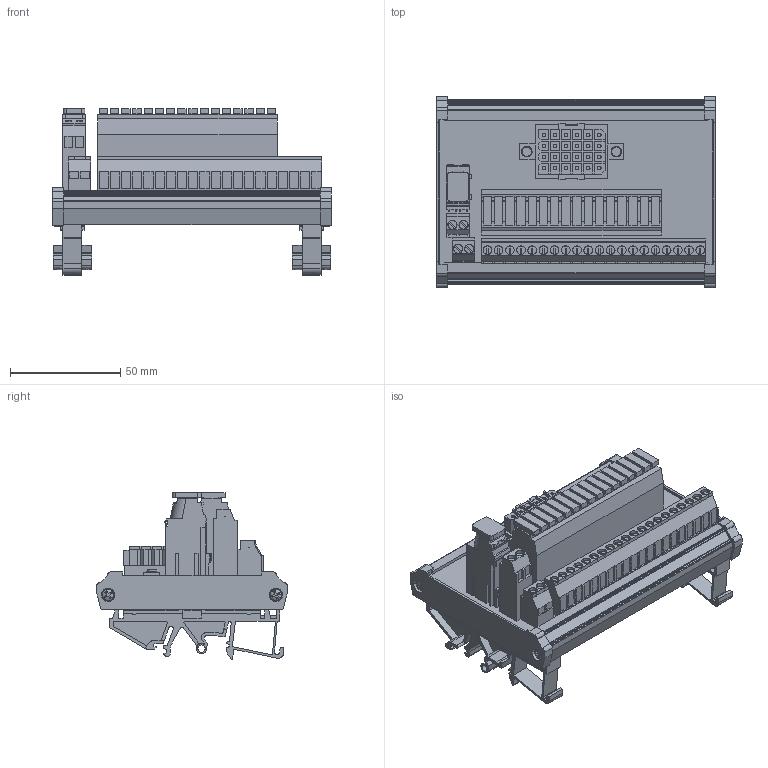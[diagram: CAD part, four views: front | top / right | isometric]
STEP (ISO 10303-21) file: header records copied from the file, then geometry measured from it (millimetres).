
FILE_DESCRIPTION(('CATIA V5R22 STEP214','CAx-IF Rec.Pracs.--- Model Styling and Organization---1.4--- 2014-01-23'),'2;1');
FILE_NAME ('034058-1_0', '2023-07-21T12:22:02+00:00', ('Weidmueller Interface'), ('Weidmueller'), 'CATIA Version 5-6 Release 2016 SP3 HF44', 'CATIA V5 STEP AP214', 'none');
FILE_SCHEMA(('AUTOMOTIVE_DESIGN { 1 0 10303 214 1 1 1 1 }'));
Products named in the file (1): 9441860000_RS 16IO 1W I R S
Bounding box: 126.5 x 86.4 x 75.56 mm (x, y, z)
Volume: 159217.1 mm3; surface area: 99620.8 mm2
Topology: 1 solids, 41 shells, 2356 faces, 6533 edges, 4318 vertices
Faces by surface type: plane 1687, cylinder 522, bspline 129, torus 8, sphere 8, cone 2
Entity records: 81519 total; most frequent: CARTESIAN_POINT 21016, ORIENTED_EDGE 13066, DIRECTION 10139, EDGE_CURVE 6533, VECTOR 4772, LINE 4772, VERTEX_POINT 4318, AXIS2_PLACEMENT_3D 3143
